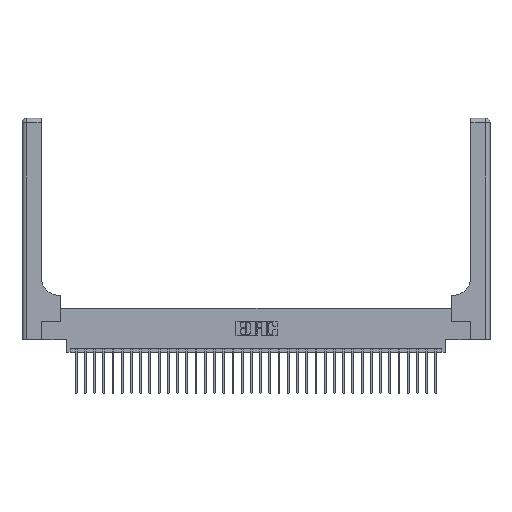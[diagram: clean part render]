
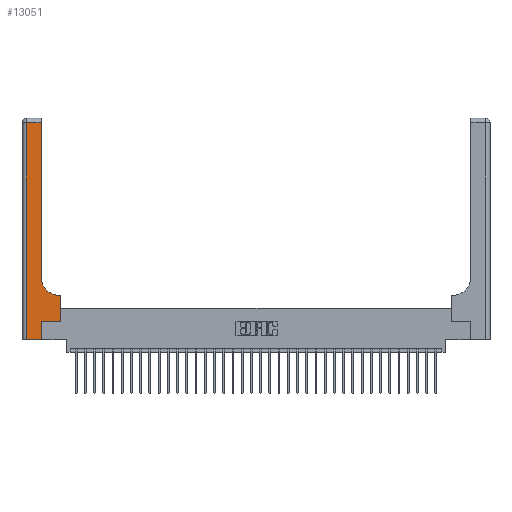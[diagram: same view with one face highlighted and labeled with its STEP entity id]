
A CAD part, top view. The second image highlights one B-rep face of the part: STEP entity #13051.
In plain terms, the highlighted planar face has unit normal (0, 0, 1).
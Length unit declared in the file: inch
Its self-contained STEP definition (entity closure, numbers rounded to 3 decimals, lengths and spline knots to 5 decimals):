
#205 = DIRECTION ( 'NONE',  ( -1., 0., 0. ) ) ;
#716 = VERTEX_POINT ( 'NONE', #10263 ) ;
#1039 = VERTEX_POINT ( 'NONE', #25966 ) ;
#1390 = DIRECTION ( 'NONE',  ( 0., 1., 0. ) ) ;
#1671 = VECTOR ( 'NONE', #29221, 39.37008 ) ;
#1976 = DIRECTION ( 'NONE',  ( 0., 1., 0. ) ) ;
#2101 = LINE ( 'NONE', #16113, #7889 ) ;
#2325 = CARTESIAN_POINT ( 'NONE',  ( 0.51, 0.85, 0.37 ) ) ;
#3882 = DIRECTION ( 'NONE',  ( 1., 0., 0. ) ) ;
#4188 = ORIENTED_EDGE ( 'NONE', *, *, #27592, .T. ) ;
#4807 = DIRECTION ( 'NONE',  ( 1., 0., 0. ) ) ;
#5355 = CARTESIAN_POINT ( 'NONE',  ( 0., 2.94, 0.37 ) ) ;
#6057 = ORIENTED_EDGE ( 'NONE', *, *, #18473, .T. ) ;
#6445 = CARTESIAN_POINT ( 'NONE',  ( 0.06, 2.94, 0.37 ) ) ;
#6655 = VERTEX_POINT ( 'NONE', #6445 ) ;
#6915 = LINE ( 'NONE', #7524, #19180 ) ;
#6938 = CARTESIAN_POINT ( 'NONE',  ( 0.26, 3., 0.37 ) ) ;
#7524 = CARTESIAN_POINT ( 'NONE',  ( 0.528, 0.25, 0.37 ) ) ;
#7889 = VECTOR ( 'NONE', #1390, 39.37008 ) ;
#8222 = LINE ( 'NONE', #12178, #1671 ) ;
#8261 = VECTOR ( 'NONE', #17165, 39.37008 ) ;
#9752 = VERTEX_POINT ( 'NONE', #10322 ) ;
#9796 = CIRCLE ( 'NONE', #10296, 0.25 ) ;
#10004 = DIRECTION ( 'NONE',  ( 0., 1., 0. ) ) ;
#10249 = ORIENTED_EDGE ( 'NONE', *, *, #25018, .T. ) ;
#10263 = CARTESIAN_POINT ( 'NONE',  ( 0.51, 0.6, 0.37 ) ) ;
#10296 = AXIS2_PLACEMENT_3D ( 'NONE', #2325, #19504, #4807 ) ;
#10322 = CARTESIAN_POINT ( 'NONE',  ( 0.265, 0.25, 0.37 ) ) ;
#11305 = CARTESIAN_POINT ( 'NONE',  ( 0.265, 0.25, 0.37 ) ) ;
#12178 = CARTESIAN_POINT ( 'NONE',  ( 0., 0., 0.37 ) ) ;
#12426 = EDGE_CURVE ( 'NONE', #21668, #6655, #26144, .T. ) ;
#12813 = VERTEX_POINT ( 'NONE', #28608 ) ;
#12912 = DIRECTION ( 'NONE',  ( 0., -1., 0. ) ) ;
#13051 = ADVANCED_FACE ( 'NONE', ( #28741 ), #29554, .F. ) ;
#13382 = LINE ( 'NONE', #15387, #25599 ) ;
#14103 = EDGE_CURVE ( 'NONE', #9752, #1039, #27183, .T. ) ;
#14367 = ORIENTED_EDGE ( 'NONE', *, *, #24169, .T. ) ;
#14962 = VECTOR ( 'NONE', #3882, 39.37008 ) ;
#14969 = DIRECTION ( 'NONE',  ( 0., 0., -1. ) ) ;
#15387 = CARTESIAN_POINT ( 'NONE',  ( 0.06, 3., 0.37 ) ) ;
#15793 = EDGE_CURVE ( 'NONE', #6655, #12813, #13382, .T. ) ;
#16113 = CARTESIAN_POINT ( 'NONE',  ( 0.265, 0., 0.37 ) ) ;
#17165 = DIRECTION ( 'NONE',  ( -1., 0., 0. ) ) ;
#18473 = EDGE_CURVE ( 'NONE', #23540, #9752, #2101, .T. ) ;
#18710 = EDGE_CURVE ( 'NONE', #716, #25378, #9796, .T. ) ;
#18724 = EDGE_CURVE ( 'NONE', #18998, #716, #26241, .T. ) ;
#18998 = VERTEX_POINT ( 'NONE', #20473 ) ;
#19180 = VECTOR ( 'NONE', #10004, 39.37008 ) ;
#19504 = DIRECTION ( 'NONE',  ( 0., 0., -1. ) ) ;
#20473 = CARTESIAN_POINT ( 'NONE',  ( 0.528, 0.6, 0.37 ) ) ;
#20568 = ORIENTED_EDGE ( 'NONE', *, *, #12426, .T. ) ;
#20810 = ORIENTED_EDGE ( 'NONE', *, *, #18724, .T. ) ;
#21668 = VERTEX_POINT ( 'NONE', #24131 ) ;
#22493 = DIRECTION ( 'NONE',  ( -1., 0., 0. ) ) ;
#22726 = VECTOR ( 'NONE', #22493, 39.37008 ) ;
#22768 = CARTESIAN_POINT ( 'NONE',  ( 0.26, 0.85, 0.37 ) ) ;
#23280 = EDGE_LOOP ( 'NONE', ( #10249, #20568, #26920, #14367, #6057, #25939, #4188, #20810, #25755 ) ) ;
#23540 = VERTEX_POINT ( 'NONE', #26955 ) ;
#24131 = CARTESIAN_POINT ( 'NONE',  ( 0.26, 2.94, 0.37 ) ) ;
#24169 = EDGE_CURVE ( 'NONE', #12813, #23540, #8222, .T. ) ;
#24675 = CARTESIAN_POINT ( 'NONE',  ( 0., 3., 0.37 ) ) ;
#25018 = EDGE_CURVE ( 'NONE', #25378, #21668, #30710, .T. ) ;
#25378 = VERTEX_POINT ( 'NONE', #22768 ) ;
#25599 = VECTOR ( 'NONE', #12912, 39.37008 ) ;
#25755 = ORIENTED_EDGE ( 'NONE', *, *, #18710, .T. ) ;
#25939 = ORIENTED_EDGE ( 'NONE', *, *, #14103, .T. ) ;
#25966 = CARTESIAN_POINT ( 'NONE',  ( 0.528, 0.25, 0.37 ) ) ;
#26144 = LINE ( 'NONE', #5355, #22726 ) ;
#26241 = LINE ( 'NONE', #31732, #8261 ) ;
#26591 = AXIS2_PLACEMENT_3D ( 'NONE', #24675, #14969, #205 ) ;
#26920 = ORIENTED_EDGE ( 'NONE', *, *, #15793, .T. ) ;
#26955 = CARTESIAN_POINT ( 'NONE',  ( 0.265, 0., 0.37 ) ) ;
#27183 = LINE ( 'NONE', #11305, #14962 ) ;
#27592 = EDGE_CURVE ( 'NONE', #1039, #18998, #6915, .T. ) ;
#28608 = CARTESIAN_POINT ( 'NONE',  ( 0.06, 0., 0.37 ) ) ;
#28741 = FACE_OUTER_BOUND ( 'NONE', #23280, .T. ) ;
#29221 = DIRECTION ( 'NONE',  ( 1., 0., 0. ) ) ;
#29554 = PLANE ( 'NONE',  #26591 ) ;
#29941 = VECTOR ( 'NONE', #1976, 39.37008 ) ;
#30710 = LINE ( 'NONE', #6938, #29941 ) ;
#31732 = CARTESIAN_POINT ( 'NONE',  ( 0.26, 0.6, 0.37 ) ) ;
